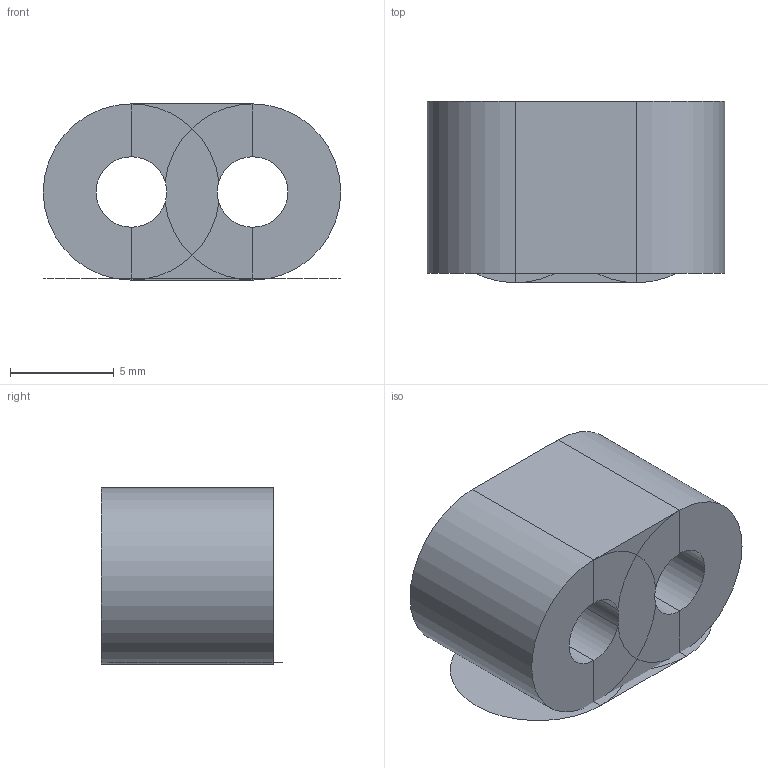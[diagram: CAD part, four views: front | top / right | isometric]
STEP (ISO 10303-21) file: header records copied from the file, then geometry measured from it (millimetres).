
FILE_DESCRIPTION(('FreeCAD Model'),'2;1');
FILE_NAME('Transformer_B62152_8_3.step','2019-12-01T18:39:23', ('Author'),(''),'Open CASCADE STEP processor 7.3','FreeCAD','Unknown' );
FILE_SCHEMA(('AUTOMOTIVE_DESIGN { 1 0 10303 214 1 1 1 1 }'));
Length unit declared in the file: millimetre
Products named in the file (2): difference; LinearExtrude
Bounding box: 14.35 x 8.75 x 8.5 mm (x, y, z)
Volume: 733 mm3; surface area: 1341.1 mm2
Topology: 9 solids, 18 shells, 66 faces, 156 edges, 117 vertices
Faces by surface type: plane 37, cylinder 29
Entity records: 2112 total; most frequent: DIRECTION 377, CARTESIAN_POINT 340, ORIENTED_EDGE 273, EDGE_CURVE 156, AXIS2_PLACEMENT_3D 154, VERTEX_POINT 117, CIRCLE 87, LINE 69
